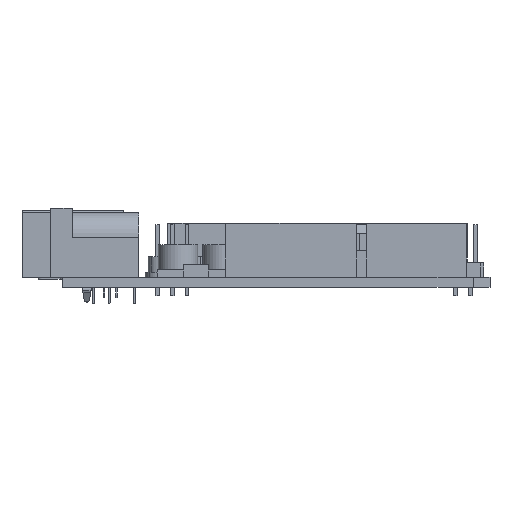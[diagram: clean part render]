
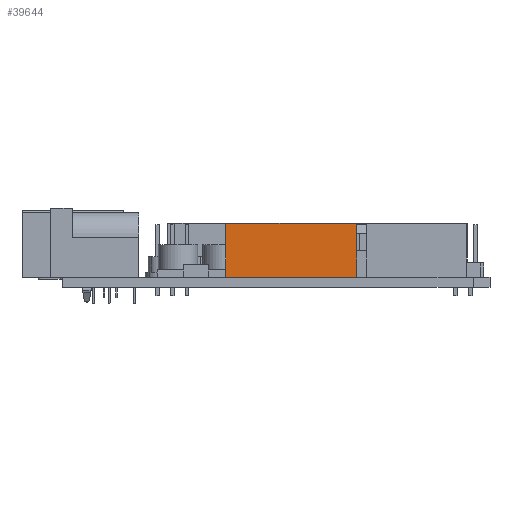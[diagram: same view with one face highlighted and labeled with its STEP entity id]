
A CAD part, front view. The second image highlights one B-rep face of the part: STEP entity #39644.
In plain terms, the highlighted planar face has unit normal (0, -1, 0).
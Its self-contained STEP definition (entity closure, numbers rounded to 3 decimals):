
#865=PLANE('',#41846);
#2824=FACE_OUTER_BOUND('',#5000,.T.);
#5000=EDGE_LOOP('',(#28644,#28645,#28646,#28647));
#8573=LINE('',#56893,#13531);
#8574=LINE('',#56895,#13532);
#8575=LINE('',#56897,#13533);
#8576=LINE('',#56898,#13534);
#13531=VECTOR('',#46448,20.9);
#13532=VECTOR('',#46449,8.6);
#13533=VECTOR('',#46450,20.9);
#13534=VECTOR('',#46451,8.6);
#18028=VERTEX_POINT('',#56891);
#18029=VERTEX_POINT('',#56892);
#18030=VERTEX_POINT('',#56894);
#18031=VERTEX_POINT('',#56896);
#22004=EDGE_CURVE('',#18028,#18029,#8573,.T.);
#22005=EDGE_CURVE('',#18028,#18030,#8574,.T.);
#22006=EDGE_CURVE('',#18030,#18031,#8575,.F.);
#22007=EDGE_CURVE('',#18029,#18031,#8576,.T.);
#28644=ORIENTED_EDGE('',*,*,#22004,.F.);
#28645=ORIENTED_EDGE('',*,*,#22005,.T.);
#28646=ORIENTED_EDGE('',*,*,#22006,.T.);
#28647=ORIENTED_EDGE('',*,*,#22007,.F.);
#39644=ADVANCED_FACE('',(#2824),#865,.T.);
#41846=AXIS2_PLACEMENT_3D('',#56890,#46446,#46447);
#46446=DIRECTION('center_axis',(0.,-1.,0.));
#46447=DIRECTION('ref_axis',(0.,0.,-1.));
#46448=DIRECTION('',(1.,0.,0.));
#46449=DIRECTION('',(0.,0.,-1.));
#46450=DIRECTION('',(-1.,0.,0.));
#46451=DIRECTION('',(0.,0.,-1.));
#56890=CARTESIAN_POINT('Origin',(59.77,1.2,1.6));
#56891=CARTESIAN_POINT('',(26.1,1.2,10.2));
#56892=CARTESIAN_POINT('',(47.,1.2,10.2));
#56893=CARTESIAN_POINT('',(9.425,1.2,10.2));
#56894=CARTESIAN_POINT('',(26.1,1.2,1.6));
#56895=CARTESIAN_POINT('',(26.1,1.2,1.6));
#56896=CARTESIAN_POINT('',(47.,1.2,1.6));
#56897=CARTESIAN_POINT('',(29.885,1.2,1.6));
#56898=CARTESIAN_POINT('',(47.,1.2,1.6));
